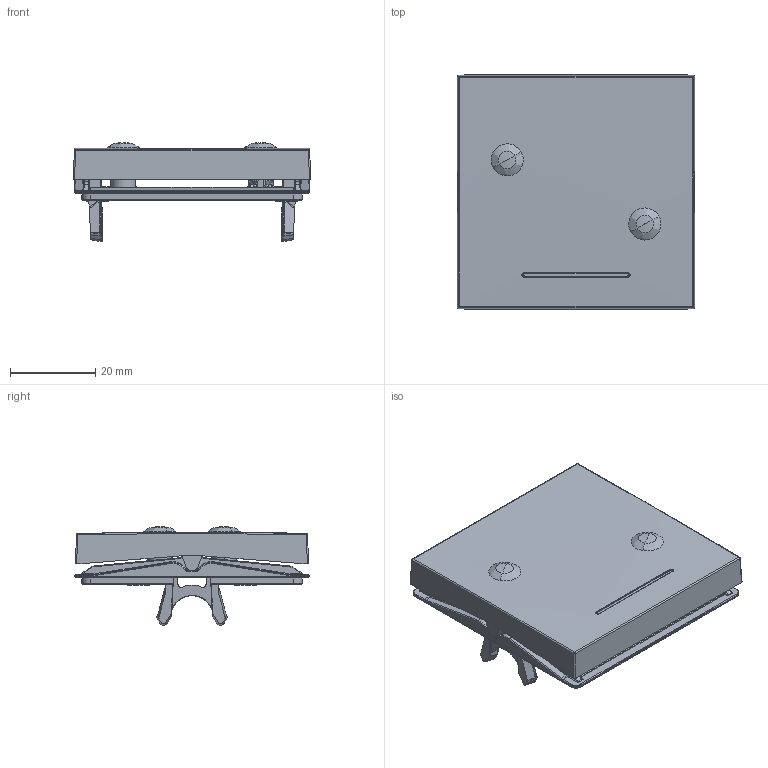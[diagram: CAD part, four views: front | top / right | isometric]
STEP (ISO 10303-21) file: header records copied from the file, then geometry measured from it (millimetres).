
FILE_DESCRIPTION((''),'2;1');
FILE_NAME('WAW1037WG_ASM','2025-03-12T16:21:42',('colosir'),(''),'CREO PARAMETRIC BY PTC INC, 2023154','CREO PARAMETRIC BY PTC INC, 2023154','');
FILE_SCHEMA(('AUTOMOTIVE_DESIGN { 1 0 10303 214 1 1 1 1 }'));
Products named in the file (10): W4G0198_18; W1D1222_00; W1A2306_99; W1A2298_NN; LINSEN-SENKSCHR_1000006276_PAE_000_AA; BEFESTIGUNGSKRO_1000005967_PAE_000_AA; HUELSE_1000005251_PAE_000_AA; VERSCHLUSSSTUEC_1000005554_PAE_000_AA; VERSCHLUSSSTUEC_1000003049_PAE_000_AB; WAW1037WG_ASM
Assembly tree (14 placements, depth 2):
  WAW1037WG_ASM
    W4G0198_18
    W1D1222_00
    W1A2306_99
    W1A2298_NN
    LINSEN-SENKSCHR_1000006276_PAE_000_AA  x2
    BEFESTIGUNGSKRO_1000005967_PAE_000_AA  x2
    HUELSE_1000005251_PAE_000_AA  x2
    VERSCHLUSSSTUEC_1000005554_PAE_000_AA  x2
    VERSCHLUSSSTUEC_1000003049_PAE_000_AB  x2
Bounding box: 55.6 x 54.8 x 23.17 mm (x, y, z)
Volume: 15414.7 mm3; surface area: 16001.1 mm2
Topology: 13 solids, 13 shells, 2769 faces, 7188 edges, 4524 vertices
Faces by surface type: plane 1494, cylinder 519, bspline 314, cone 189, torus 128, extrusion 87, sphere 38
Entity records: 102240 total; most frequent: CARTESIAN_POINT 37874, ORIENTED_EDGE 13532, DIRECTION 11341, EDGE_CURVE 6766, VECTOR 4581, LINE 4494, VERTEX_POINT 4270, AXIS2_PLACEMENT_3D 3380
